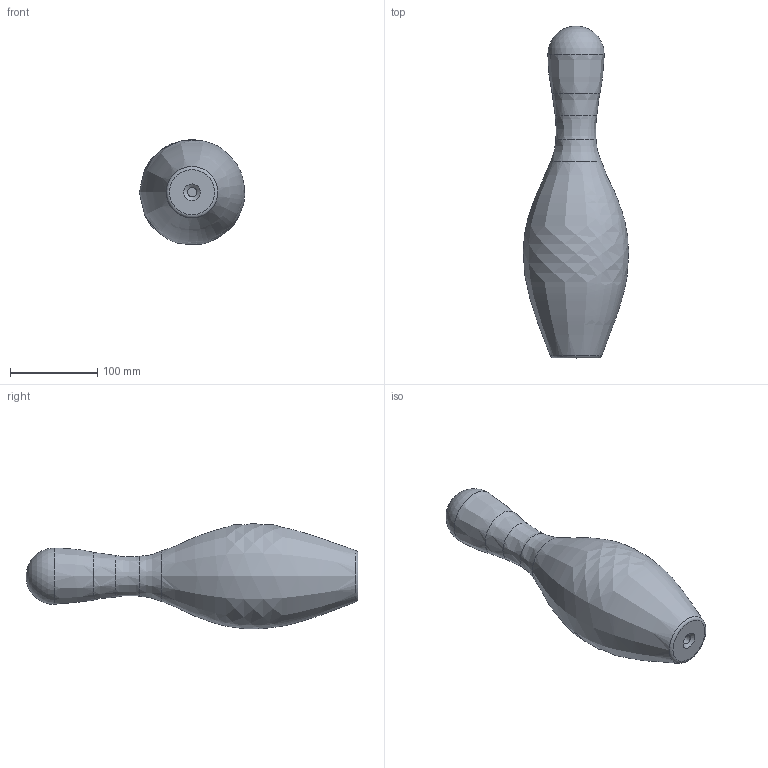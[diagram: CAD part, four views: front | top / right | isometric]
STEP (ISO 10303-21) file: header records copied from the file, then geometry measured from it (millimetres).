
FILE_DESCRIPTION(/* description */ (''),/* implementation_level */ '2;1');
FILE_NAME(/* name */ 'Bowling Pin.stp',/* time_stamp */ '2017-10-16T19:31:27-06:00',/* author */ ('maria'),/* organization */ (''),/* preprocessor_version */ 'ST-DEVELOPER v16.5',/* originating_system */ 'Autodesk Inventor 2017',/* authorisation */ '');
FILE_SCHEMA (('AUTOMOTIVE_DESIGN { 1 0 10303 214 3 1 1 }'));
Length unit declared in the file: inch
Products named in the file (1): Bowling Pin
Bounding box: 121.07 x 381 x 120.7 mm (x, y, z)
Volume: 2102618.4 mm3; surface area: 103611.2 mm2
Topology: 1 solids, 1 shells, 11 faces, 21 edges, 12 vertices
Faces by surface type: bspline 5, plane 2, cone 1, cylinder 1, torus 1, sphere 1
Full cylindrical faces by diameter (mm): 10.714 x1
Entity records: 2093 total; most frequent: CARTESIAN_POINT 1870, DIRECTION 36, ORIENTED_EDGE 32, AXIS2_PLACEMENT_3D 18, EDGE_CURVE 16, EDGE_LOOP 14, FACE_OUTER_BOUND 11, CIRCLE 11
